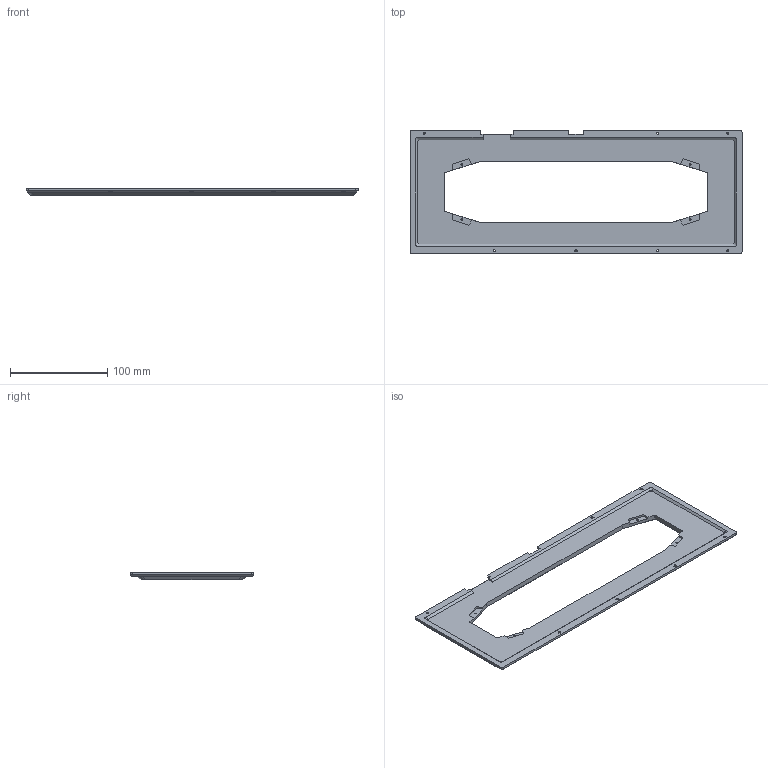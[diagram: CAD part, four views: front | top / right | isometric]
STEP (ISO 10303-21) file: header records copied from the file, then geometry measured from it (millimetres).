
FILE_DESCRIPTION(('HOOPS Exchange Step'),'2;1');
FILE_NAME('temp_export','2023-12-12T23:03:40+08:00',('mobile'),('Shapr3D Limited'),'HOOPS Exchange 2023.2','Shapr3D','Authorized');
FILE_SCHEMA( ('AUTOMOTIVE_DESIGN { 1 0 10303 214 1 1 1 1 }') );
Length unit declared in the file: millimetre
Products named in the file (1): root
Bounding box: 341.35 x 127.27 x 8 mm (x, y, z)
Volume: 148156 mm3; surface area: 63081.7 mm2
Topology: 1 solids, 1 shells, 169 faces, 475 edges, 317 vertices
Faces by surface type: plane 102, cylinder 52, cone 15
Full cylindrical faces by diameter (mm): 1.6 x4, 2.2 x7, 4 x7
Entity records: 5688 total; most frequent: CARTESIAN_POINT 1109, DIRECTION 970, ORIENTED_EDGE 950, EDGE_CURVE 475, AXIS2_PLACEMENT_3D 332, VERTEX_POINT 317, VECTOR 306, LINE 306
